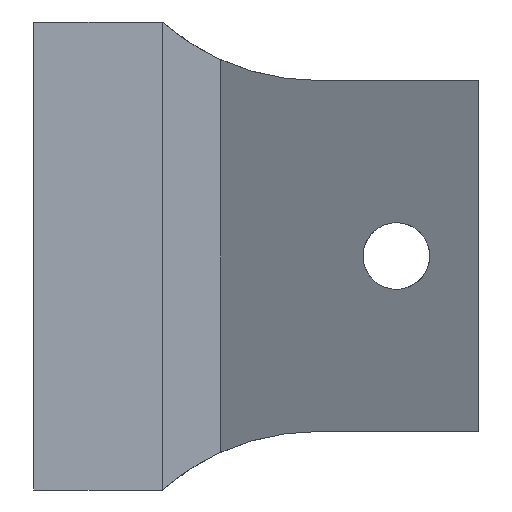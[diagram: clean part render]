
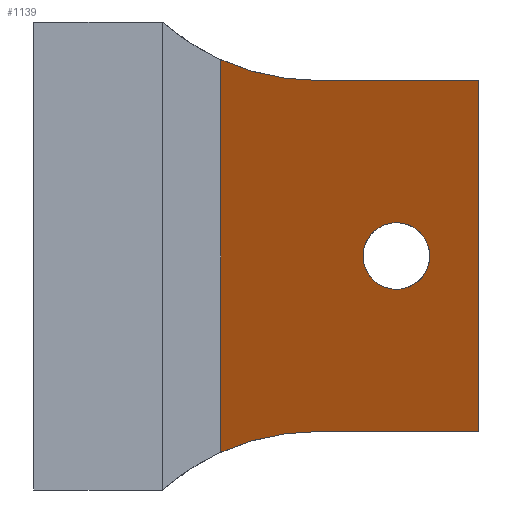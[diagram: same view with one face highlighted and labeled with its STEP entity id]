
A CAD part, left-side view. The second image highlights one B-rep face of the part: STEP entity #1139.
In plain terms, the highlighted planar face has unit normal (-0.866, 0.5, 0).
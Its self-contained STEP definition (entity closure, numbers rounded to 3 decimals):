
#11 = CARTESIAN_POINT ( 'NONE',  ( 4.37, 15.5, -1.425 ) ) ;
#46 = ORIENTED_EDGE ( 'NONE', *, *, #1023, .F. ) ;
#84 = VERTEX_POINT ( 'NONE', #1398 ) ;
#92 = CARTESIAN_POINT ( 'NONE',  ( 8.7, 23., -7.5 ) ) ;
#106 = CARTESIAN_POINT ( 'NONE',  ( 2.724, 12.65, 1.425 ) ) ;
#110 = DIRECTION ( 'NONE',  ( -0.5, -0.866, 0. ) ) ;
#154 = CARTESIAN_POINT ( 'NONE',  ( 8.7, 23., -8.386 ) ) ;
#160 = LINE ( 'NONE', #1689, #1301 ) ;
#197 =( BOUNDED_CURVE ( )  B_SPLINE_CURVE ( 3, ( #325, #756, #477, #630 ),
 .UNSPECIFIED., .F., .F. ) 
 B_SPLINE_CURVE_WITH_KNOTS ( ( 4, 4 ),
 ( 4.712, 7.854 ),
 .UNSPECIFIED. ) 
 CURVE ( )  GEOMETRIC_REPRESENTATION_ITEM ( )  RATIONAL_B_SPLINE_CURVE ( ( 1., 0.333, 0.333, 1. ) ) 
 REPRESENTATION_ITEM ( '' )  );
#208 = DIRECTION ( 'NONE',  ( 0., 0., 1. ) ) ;
#222 = ORIENTED_EDGE ( 'NONE', *, *, #1481, .T. ) ;
#245 = VECTOR ( 'NONE', #265, 1000. ) ;
#262 = EDGE_CURVE ( 'NONE', #1557, #1692, #823, .T. ) ;
#265 = DIRECTION ( 'NONE',  ( -0.5, -0.866, 0. ) ) ;
#325 = CARTESIAN_POINT ( 'NONE',  ( 4.37, 15.5, 1.425 ) ) ;
#422 = EDGE_LOOP ( 'NONE', ( #1297, #1812, #1275, #1321, #913, #222 ) ) ;
#462 = CARTESIAN_POINT ( 'NONE',  ( 6.325, 18.886, 7.5 ) ) ;
#474 = PLANE ( 'NONE',  #1788 ) ;
#477 = CARTESIAN_POINT ( 'NONE',  ( 6.015, 18.35, -1.425 ) ) ;
#483 = FACE_BOUND ( 'NONE', #1671, .T. ) ;
#524 = EDGE_CURVE ( 'NONE', #803, #1692, #160, .T. ) ;
#554 = CARTESIAN_POINT ( 'NONE',  ( 7.951, 21.702, 7.8 ) ) ;
#629 = VECTOR ( 'NONE', #110, 1000. ) ;
#630 = CARTESIAN_POINT ( 'NONE',  ( 4.37, 15.5, -1.425 ) ) ;
#638 =( BOUNDED_CURVE ( )  B_SPLINE_CURVE ( 3, ( #154, #1609, #975, #985 ),
 .UNSPECIFIED., .F., .F. ) 
 B_SPLINE_CURVE_WITH_KNOTS ( ( 4, 4 ),
 ( 1.147, 1.571 ),
 .UNSPECIFIED. ) 
 CURVE ( )  GEOMETRIC_REPRESENTATION_ITEM ( )  RATIONAL_B_SPLINE_CURVE ( ( 1., 0.985, 0.985, 1. ) ) 
 REPRESENTATION_ITEM ( '' )  );
#655 = EDGE_CURVE ( 'NONE', #84, #1459, #197, .T. ) ;
#685 = CARTESIAN_POINT ( 'NONE',  ( 6.325, 18.886, 7.5 ) ) ;
#731 = CARTESIAN_POINT ( 'NONE',  ( 2.349, 12., -7.5 ) ) ;
#756 = CARTESIAN_POINT ( 'NONE',  ( 6.015, 18.35, 1.425 ) ) ;
#803 = VERTEX_POINT ( 'NONE', #731 ) ;
#823 = LINE ( 'NONE', #1662, #245 ) ;
#829 = CARTESIAN_POINT ( 'NONE',  ( 2.724, 12.65, -1.425 ) ) ;
#847 = DIRECTION ( 'NONE',  ( -0.5, -0.866, 0. ) ) ;
#853 = ORIENTED_EDGE ( 'NONE', *, *, #655, .F. ) ;
#909 = CARTESIAN_POINT ( 'NONE',  ( 8.7, 23., -8.386 ) ) ;
#913 = ORIENTED_EDGE ( 'NONE', *, *, #262, .F. ) ;
#951 =( BOUNDED_CURVE ( )  B_SPLINE_CURVE ( 3, ( #685, #1230, #554, #1547 ),
 .UNSPECIFIED., .F., .F. ) 
 B_SPLINE_CURVE_WITH_KNOTS ( ( 4, 4 ),
 ( 1.571, 1.995 ),
 .UNSPECIFIED. ) 
 CURVE ( )  GEOMETRIC_REPRESENTATION_ITEM ( )  RATIONAL_B_SPLINE_CURVE ( ( 1., 0.985, 0.985, 1. ) ) 
 REPRESENTATION_ITEM ( '' )  );
#975 = CARTESIAN_POINT ( 'NONE',  ( 7.147, 20.31, -7.5 ) ) ;
#980 = DIRECTION ( 'NONE',  ( 0., 0., 1. ) ) ;
#985 = CARTESIAN_POINT ( 'NONE',  ( 6.325, 18.886, -7.5 ) ) ;
#1023 = EDGE_CURVE ( 'NONE', #1459, #84, #1059, .T. ) ;
#1059 =( BOUNDED_CURVE ( )  B_SPLINE_CURVE ( 3, ( #1358, #829, #106, #1098 ),
 .UNSPECIFIED., .F., .F. ) 
 B_SPLINE_CURVE_WITH_KNOTS ( ( 4, 4 ),
 ( 1.571, 4.712 ),
 .UNSPECIFIED. ) 
 CURVE ( )  GEOMETRIC_REPRESENTATION_ITEM ( )  RATIONAL_B_SPLINE_CURVE ( ( 1., 0.333, 0.333, 1. ) ) 
 REPRESENTATION_ITEM ( '' )  );
#1098 = CARTESIAN_POINT ( 'NONE',  ( 4.37, 15.5, 1.425 ) ) ;
#1126 = CARTESIAN_POINT ( 'NONE',  ( 6.325, 18.886, -7.5 ) ) ;
#1136 = VERTEX_POINT ( 'NONE', #1126 ) ;
#1139 = ADVANCED_FACE ( 'NONE', ( #483, #1273 ), #474, .T. ) ;
#1162 = EDGE_CURVE ( 'NONE', #1333, #1136, #638, .T. ) ;
#1178 = DIRECTION ( 'NONE',  ( -0.866, 0.5, 0. ) ) ;
#1187 = CARTESIAN_POINT ( 'NONE',  ( 8.7, 23., -23.022 ) ) ;
#1224 = LINE ( 'NONE', #92, #629 ) ;
#1230 = CARTESIAN_POINT ( 'NONE',  ( 7.147, 20.31, 7.5 ) ) ;
#1273 = FACE_OUTER_BOUND ( 'NONE', #422, .T. ) ;
#1275 = ORIENTED_EDGE ( 'NONE', *, *, #1295, .T. ) ;
#1294 = EDGE_CURVE ( 'NONE', #1333, #1396, #1474, .T. ) ;
#1295 = EDGE_CURVE ( 'NONE', #1136, #803, #1224, .T. ) ;
#1297 = ORIENTED_EDGE ( 'NONE', *, *, #1294, .F. ) ;
#1301 = VECTOR ( 'NONE', #980, 1000. ) ;
#1321 = ORIENTED_EDGE ( 'NONE', *, *, #524, .T. ) ;
#1333 = VERTEX_POINT ( 'NONE', #909 ) ;
#1358 = CARTESIAN_POINT ( 'NONE',  ( 4.37, 15.5, -1.425 ) ) ;
#1359 = VECTOR ( 'NONE', #208, 1000. ) ;
#1378 = CARTESIAN_POINT ( 'NONE',  ( 8.7, 23., 8.386 ) ) ;
#1396 = VERTEX_POINT ( 'NONE', #1378 ) ;
#1398 = CARTESIAN_POINT ( 'NONE',  ( 4.37, 15.5, 1.425 ) ) ;
#1399 = CARTESIAN_POINT ( 'NONE',  ( 8.7, 23., -23.022 ) ) ;
#1459 = VERTEX_POINT ( 'NONE', #11 ) ;
#1474 = LINE ( 'NONE', #1187, #1359 ) ;
#1481 = EDGE_CURVE ( 'NONE', #1557, #1396, #951, .T. ) ;
#1547 = CARTESIAN_POINT ( 'NONE',  ( 8.7, 23., 8.386 ) ) ;
#1557 = VERTEX_POINT ( 'NONE', #462 ) ;
#1609 = CARTESIAN_POINT ( 'NONE',  ( 7.951, 21.702, -7.8 ) ) ;
#1662 = CARTESIAN_POINT ( 'NONE',  ( 8.7, 23., 7.5 ) ) ;
#1671 = EDGE_LOOP ( 'NONE', ( #46, #853 ) ) ;
#1689 = CARTESIAN_POINT ( 'NONE',  ( 2.349, 12., -23.022 ) ) ;
#1692 = VERTEX_POINT ( 'NONE', #1764 ) ;
#1764 = CARTESIAN_POINT ( 'NONE',  ( 2.349, 12., 7.5 ) ) ;
#1788 = AXIS2_PLACEMENT_3D ( 'NONE', #1399, #1178, #847 ) ;
#1812 = ORIENTED_EDGE ( 'NONE', *, *, #1162, .T. ) ;
